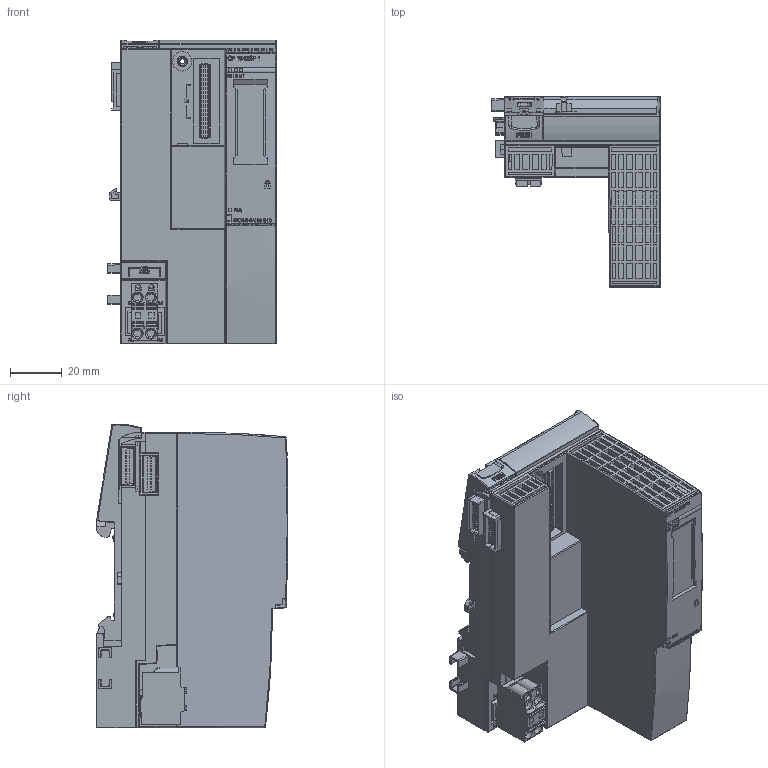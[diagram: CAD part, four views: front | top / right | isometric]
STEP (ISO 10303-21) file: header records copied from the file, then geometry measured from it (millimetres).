
FILE_DESCRIPTION(/* description */ (''),/* implementation_level */ '2;1');
FILE_NAME(/* name */ '6GK7543-6WX00-0XE0_3d.stp',/* time_stamp */ '2022-11-21T08:29:50+01:00',/* author */ (''),/* organization */ (''),/* preprocessor_version */ 'ST-DEVELOPER v18.102',/* originating_system */ 'SIEMENS PLM Software NX 2023',/* authorisation */ '');
FILE_SCHEMA (('AUTOMOTIVE_DESIGN { 1 0 10303 214 3 1 1 1 }'));
Products named in the file (5): Labeling; Din_rail_adapter; Plug; Body; 6GK7543-6WX00-0XE0_simplf
Assembly tree (4 placements, depth 2):
  6GK7543-6WX00-0XE0_simplf
    Body
    Plug
    Din_rail_adapter
    Labeling
Bounding box: 65 x 74 x 117.1 mm (x, y, z)
Volume: 246850.1 mm3; surface area: 57466.4 mm2
Topology: 3 solids, 65 shells, 2893 faces, 8158 edges, 5647 vertices
Faces by surface type: plane 2503, cylinder 314, torus 28, cone 15, bspline 14, sphere 11, extrusion 8
Full cylindrical faces by diameter (mm): 1.4 x2, 1.918 x1, 2 x2, 2.8 x2, 3 x2, 3.491 x1, 4 x2, 5.5 x2, 7.5 x1, 8.032 x1
Entity records: 116344 total; most frequent: CARTESIAN_POINT 21876, ORIENTED_EDGE 15413, DIRECTION 13750, EDGE_CURVE 8119, VECTOR 6772, LINE 6764, VERTEX_POINT 5642, AXIS2_PLACEMENT_3D 3489
